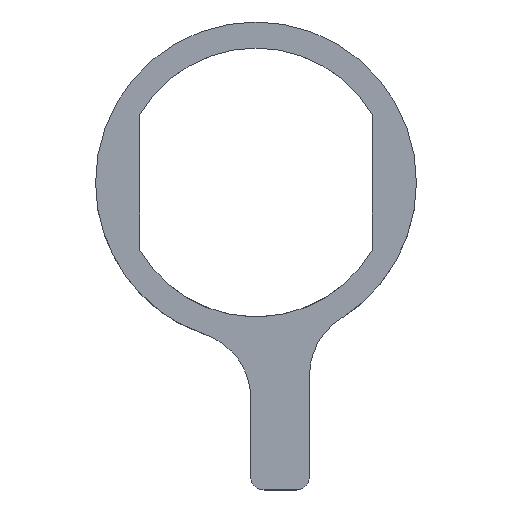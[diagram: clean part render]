
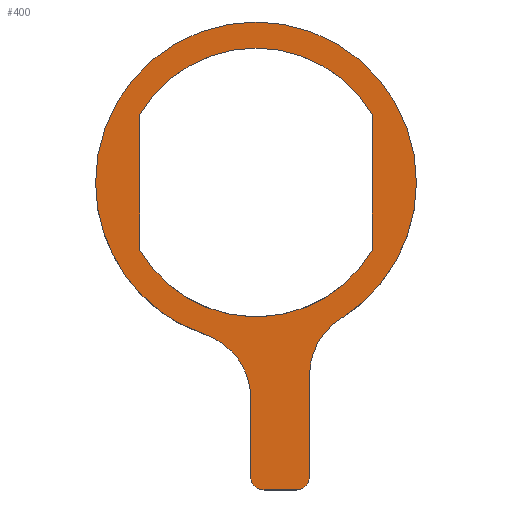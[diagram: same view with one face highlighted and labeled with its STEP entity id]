
A CAD part, top view. The second image highlights one B-rep face of the part: STEP entity #400.
In plain terms, the highlighted planar face has unit normal (0, 0, 1).
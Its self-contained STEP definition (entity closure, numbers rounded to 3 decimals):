
#3 = CARTESIAN_POINT ( 'NONE',  ( 8.685, 0., 1.8 ) ) ;
#14 = AXIS2_PLACEMENT_3D ( 'NONE', #256, #27, #212 ) ;
#21 = VERTEX_POINT ( 'NONE', #82 ) ;
#27 = DIRECTION ( 'NONE',  ( 0., 0., -1. ) ) ;
#32 = PLANE ( 'NONE',  #244 ) ;
#34 = VECTOR ( 'NONE', #55, 1000. ) ;
#36 = DIRECTION ( 'NONE',  ( 0., -1., 0. ) ) ;
#41 = ORIENTED_EDGE ( 'NONE', *, *, #465, .F. ) ;
#47 = AXIS2_PLACEMENT_3D ( 'NONE', #87, #322, #275 ) ;
#50 = DIRECTION ( 'NONE',  ( 1., 0., 0. ) ) ;
#54 = VERTEX_POINT ( 'NONE', #228 ) ;
#55 = DIRECTION ( 'NONE',  ( 0., 1., 0. ) ) ;
#62 = VECTOR ( 'NONE', #245, 1000. ) ;
#78 = LINE ( 'NONE', #405, #515 ) ;
#80 = ORIENTED_EDGE ( 'NONE', *, *, #483, .T. ) ;
#82 = CARTESIAN_POINT ( 'NONE',  ( -0.4, -16.12, 1.8 ) ) ;
#86 = CIRCLE ( 'NONE', #351, 1. ) ;
#87 = CARTESIAN_POINT ( 'NONE',  ( 0., 0., 1.8 ) ) ;
#90 = EDGE_CURVE ( 'NONE', #175, #349, #589, .T. ) ;
#92 = VECTOR ( 'NONE', #528, 1000. ) ;
#100 = LINE ( 'NONE', #391, #299 ) ;
#104 = EDGE_CURVE ( 'NONE', #560, #175, #557, .T. ) ;
#107 = AXIS2_PLACEMENT_3D ( 'NONE', #382, #148, #538 ) ;
#112 = CARTESIAN_POINT ( 'NONE',  ( 4., -10.042, 1.8 ) ) ;
#114 = ORIENTED_EDGE ( 'NONE', *, *, #596, .T. ) ;
#120 = CIRCLE ( 'NONE', #469, 1. ) ;
#121 = CARTESIAN_POINT ( 'NONE',  ( 0.6, -23., 1.8 ) ) ;
#124 = VERTEX_POINT ( 'NONE', #470 ) ;
#127 = EDGE_CURVE ( 'NONE', #152, #501, #237, .T. ) ;
#132 = DIRECTION ( 'NONE',  ( 0., -1., 0. ) ) ;
#138 = EDGE_CURVE ( 'NONE', #152, #124, #458, .T. ) ;
#143 = CARTESIAN_POINT ( 'NONE',  ( -12., 0., 1.8 ) ) ;
#144 = VERTEX_POINT ( 'NONE', #466 ) ;
#146 = CARTESIAN_POINT ( 'NONE',  ( 0.6, -22., 1.8 ) ) ;
#148 = DIRECTION ( 'NONE',  ( 0., 0., 1. ) ) ;
#152 = VERTEX_POINT ( 'NONE', #373 ) ;
#154 = CARTESIAN_POINT ( 'NONE',  ( -0.4, -10.042, 1.8 ) ) ;
#156 = LINE ( 'NONE', #112, #34 ) ;
#161 = ORIENTED_EDGE ( 'NONE', *, *, #127, .T. ) ;
#163 = DIRECTION ( 'NONE',  ( 1., 0., 0. ) ) ;
#164 = VERTEX_POINT ( 'NONE', #231 ) ;
#169 = CARTESIAN_POINT ( 'NONE',  ( 0., 0., 1.8 ) ) ;
#174 = VERTEX_POINT ( 'NONE', #492 ) ;
#175 = VERTEX_POINT ( 'NONE', #143 ) ;
#177 = DIRECTION ( 'NONE',  ( 0., 0., 1. ) ) ;
#179 = VECTOR ( 'NONE', #132, 1000. ) ;
#181 = VERTEX_POINT ( 'NONE', #290 ) ;
#198 = CARTESIAN_POINT ( 'NONE',  ( 0., 0., 1.8 ) ) ;
#199 = ORIENTED_EDGE ( 'NONE', *, *, #282, .T. ) ;
#201 = CARTESIAN_POINT ( 'NONE',  ( 12., 0., 1.8 ) ) ;
#202 = LINE ( 'NONE', #287, #62 ) ;
#203 = VERTEX_POINT ( 'NONE', #482 ) ;
#212 = DIRECTION ( 'NONE',  ( 1., 0., 0. ) ) ;
#215 = ORIENTED_EDGE ( 'NONE', *, *, #138, .F. ) ;
#226 = VERTEX_POINT ( 'NONE', #239 ) ;
#228 = CARTESIAN_POINT ( 'NONE',  ( 4., -14.422, 1.8 ) ) ;
#231 = CARTESIAN_POINT ( 'NONE',  ( -8.685, -5.057, 1.8 ) ) ;
#237 = LINE ( 'NONE', #3, #179 ) ;
#239 = CARTESIAN_POINT ( 'NONE',  ( 0.4, -10.042, 1.8 ) ) ;
#240 = EDGE_CURVE ( 'NONE', #124, #164, #202, .T. ) ;
#242 = CARTESIAN_POINT ( 'NONE',  ( -5.4, -16.12, 1.8 ) ) ;
#244 = AXIS2_PLACEMENT_3D ( 'NONE', #169, #360, #163 ) ;
#245 = DIRECTION ( 'NONE',  ( 0., -1., 0. ) ) ;
#249 = DIRECTION ( 'NONE',  ( 0., 0., 1. ) ) ;
#250 = ORIENTED_EDGE ( 'NONE', *, *, #240, .F. ) ;
#251 = EDGE_CURVE ( 'NONE', #572, #468, #100, .T. ) ;
#254 = ORIENTED_EDGE ( 'NONE', *, *, #286, .T. ) ;
#256 = CARTESIAN_POINT ( 'NONE',  ( 9., -14.422, 1.8 ) ) ;
#267 = DIRECTION ( 'NONE',  ( 0., 0., 1. ) ) ;
#275 = DIRECTION ( 'NONE',  ( 1., 0., 0. ) ) ;
#277 = CIRCLE ( 'NONE', #14, 5. ) ;
#282 = EDGE_CURVE ( 'NONE', #203, #572, #120, .T. ) ;
#283 = CARTESIAN_POINT ( 'NONE',  ( 0., 0., 1.8 ) ) ;
#286 = EDGE_CURVE ( 'NONE', #226, #174, #334, .T. ) ;
#287 = CARTESIAN_POINT ( 'NONE',  ( -8.685, 0., 1.8 ) ) ;
#290 = CARTESIAN_POINT ( 'NONE',  ( 4., -22., 1.8 ) ) ;
#291 = ORIENTED_EDGE ( 'NONE', *, *, #251, .T. ) ;
#294 = EDGE_CURVE ( 'NONE', #144, #560, #328, .T. ) ;
#299 = VECTOR ( 'NONE', #425, 1000. ) ;
#307 = CARTESIAN_POINT ( 'NONE',  ( 3., -23., 1.8 ) ) ;
#309 = ORIENTED_EDGE ( 'NONE', *, *, #104, .T. ) ;
#311 = DIRECTION ( 'NONE',  ( 1., 0., 0. ) ) ;
#314 = CARTESIAN_POINT ( 'NONE',  ( 0., 0., 1.8 ) ) ;
#322 = DIRECTION ( 'NONE',  ( 0., 0., 1. ) ) ;
#324 = CIRCLE ( 'NONE', #598, 5. ) ;
#325 = CIRCLE ( 'NONE', #486, 10.05 ) ;
#328 = CIRCLE ( 'NONE', #378, 12. ) ;
#334 = LINE ( 'NONE', #154, #92 ) ;
#339 = ORIENTED_EDGE ( 'NONE', *, *, #561, .T. ) ;
#344 = EDGE_CURVE ( 'NONE', #21, #203, #78, .T. ) ;
#345 = ORIENTED_EDGE ( 'NONE', *, *, #294, .T. ) ;
#349 = VERTEX_POINT ( 'NONE', #600 ) ;
#351 = AXIS2_PLACEMENT_3D ( 'NONE', #502, #267, #553 ) ;
#352 = FACE_OUTER_BOUND ( 'NONE', #536, .T. ) ;
#360 = DIRECTION ( 'NONE',  ( 0., 0., 1. ) ) ;
#362 = ORIENTED_EDGE ( 'NONE', *, *, #90, .T. ) ;
#366 = EDGE_LOOP ( 'NONE', ( #429, #254, #41, #250, #215, #161 ) ) ;
#370 = DIRECTION ( 'NONE',  ( 0., 0., 1. ) ) ;
#373 = CARTESIAN_POINT ( 'NONE',  ( 8.685, 5.057, 1.8 ) ) ;
#378 = AXIS2_PLACEMENT_3D ( 'NONE', #198, #387, #580 ) ;
#382 = CARTESIAN_POINT ( 'NONE',  ( 0., 0., 1.8 ) ) ;
#387 = DIRECTION ( 'NONE',  ( 0., 0., 1. ) ) ;
#391 = CARTESIAN_POINT ( 'NONE',  ( -0.4, -23., 1.8 ) ) ;
#400 = ADVANCED_FACE ( 'NONE', ( #352, #542 ), #32, .T. ) ;
#405 = CARTESIAN_POINT ( 'NONE',  ( -0.4, -10.042, 1.8 ) ) ;
#409 = EDGE_CURVE ( 'NONE', #226, #501, #325, .T. ) ;
#417 = DIRECTION ( 'NONE',  ( 1., 0., 0. ) ) ;
#420 = CARTESIAN_POINT ( 'NONE',  ( 0., 0., 1.8 ) ) ;
#422 = EDGE_CURVE ( 'NONE', #54, #144, #277, .T. ) ;
#425 = DIRECTION ( 'NONE',  ( 1., 0., 0. ) ) ;
#429 = ORIENTED_EDGE ( 'NONE', *, *, #409, .F. ) ;
#431 = DIRECTION ( 'NONE',  ( 1., 0., 0. ) ) ;
#446 = AXIS2_PLACEMENT_3D ( 'NONE', #420, #177, #417 ) ;
#451 = ORIENTED_EDGE ( 'NONE', *, *, #422, .T. ) ;
#458 = CIRCLE ( 'NONE', #47, 10.05 ) ;
#460 = AXIS2_PLACEMENT_3D ( 'NONE', #283, #370, #50 ) ;
#465 = EDGE_CURVE ( 'NONE', #164, #174, #467, .T. ) ;
#466 = CARTESIAN_POINT ( 'NONE',  ( 6.353, -10.18, 1.8 ) ) ;
#467 = CIRCLE ( 'NONE', #107, 10.05 ) ;
#468 = VERTEX_POINT ( 'NONE', #307 ) ;
#469 = AXIS2_PLACEMENT_3D ( 'NONE', #146, #249, #584 ) ;
#470 = CARTESIAN_POINT ( 'NONE',  ( -8.685, 5.057, 1.8 ) ) ;
#482 = CARTESIAN_POINT ( 'NONE',  ( -0.4, -22., 1.8 ) ) ;
#483 = EDGE_CURVE ( 'NONE', #349, #21, #324, .T. ) ;
#486 = AXIS2_PLACEMENT_3D ( 'NONE', #314, #546, #311 ) ;
#492 = CARTESIAN_POINT ( 'NONE',  ( -0.4, -10.042, 1.8 ) ) ;
#501 = VERTEX_POINT ( 'NONE', #583 ) ;
#502 = CARTESIAN_POINT ( 'NONE',  ( 3., -22., 1.8 ) ) ;
#515 = VECTOR ( 'NONE', #36, 1000. ) ;
#528 = DIRECTION ( 'NONE',  ( -1., 0., 0. ) ) ;
#536 = EDGE_LOOP ( 'NONE', ( #291, #114, #339, #451, #345, #309, #362, #80, #578, #199 ) ) ;
#538 = DIRECTION ( 'NONE',  ( 1., 0., 0. ) ) ;
#542 = FACE_BOUND ( 'NONE', #366, .T. ) ;
#546 = DIRECTION ( 'NONE',  ( 0., 0., 1. ) ) ;
#553 = DIRECTION ( 'NONE',  ( 1., 0., 0. ) ) ;
#557 = CIRCLE ( 'NONE', #460, 12. ) ;
#560 = VERTEX_POINT ( 'NONE', #201 ) ;
#561 = EDGE_CURVE ( 'NONE', #181, #54, #156, .T. ) ;
#572 = VERTEX_POINT ( 'NONE', #121 ) ;
#578 = ORIENTED_EDGE ( 'NONE', *, *, #344, .T. ) ;
#580 = DIRECTION ( 'NONE',  ( 1., 0., 0. ) ) ;
#583 = CARTESIAN_POINT ( 'NONE',  ( 8.685, -5.057, 1.8 ) ) ;
#584 = DIRECTION ( 'NONE',  ( 1., 0., 0. ) ) ;
#589 = CIRCLE ( 'NONE', #446, 12. ) ;
#590 = DIRECTION ( 'NONE',  ( 0., 0., -1. ) ) ;
#596 = EDGE_CURVE ( 'NONE', #468, #181, #86, .T. ) ;
#598 = AXIS2_PLACEMENT_3D ( 'NONE', #242, #590, #431 ) ;
#600 = CARTESIAN_POINT ( 'NONE',  ( -3.812, -11.379, 1.8 ) ) ;
